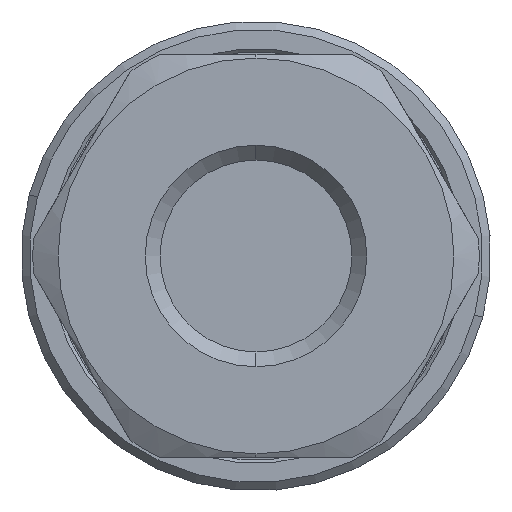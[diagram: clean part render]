
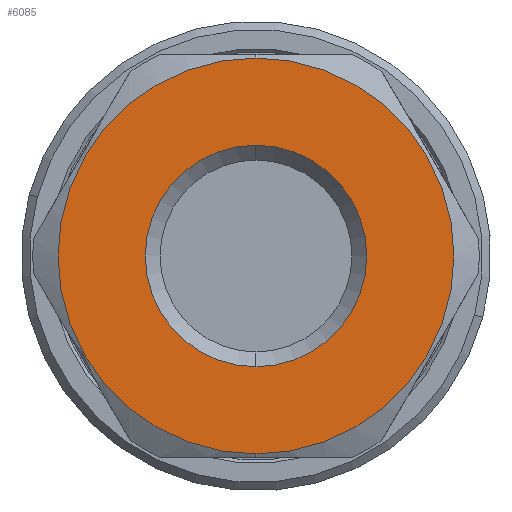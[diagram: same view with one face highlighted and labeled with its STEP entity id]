
A CAD part, left-side view. The second image highlights one B-rep face of the part: STEP entity #6085.
In plain terms, the highlighted planar face has unit normal (-1, 0, 0).
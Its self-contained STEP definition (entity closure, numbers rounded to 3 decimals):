
#488 = CARTESIAN_POINT ( 'NONE',  ( 0., 0., 0. ) ) ;
#489 = DIRECTION ( 'NONE',  ( 1., 0., 0. ) ) ;
#490 = DIRECTION ( 'NONE',  ( 0., 0., -1. ) ) ;
#491 = CARTESIAN_POINT ( 'NONE',  ( 0., 0., 0. ) ) ;
#492 = DIRECTION ( 'NONE',  ( 1., 0., 0. ) ) ;
#493 = DIRECTION ( 'NONE',  ( 0., 0., -1. ) ) ;
#977 = EDGE_LOOP ( 'NONE', ( #6904, #6906 ) ) ;
#986 = EDGE_LOOP ( 'NONE', ( #6900, #6902 ) ) ;
#2523 = EDGE_CURVE ( 'NONE', #4476, #4458, #8861, .T. ) ;
#2535 = EDGE_CURVE ( 'NONE', #4551, #4462, #8872, .T. ) ;
#2866 = EDGE_CURVE ( 'NONE', #4462, #4551, #5467, .T. ) ;
#2867 = EDGE_CURVE ( 'NONE', #4458, #4476, #5468, .T. ) ;
#4458 = VERTEX_POINT ( 'NONE', #8628 ) ;
#4462 = VERTEX_POINT ( 'NONE', #8632 ) ;
#4476 = VERTEX_POINT ( 'NONE', #8646 ) ;
#4551 = VERTEX_POINT ( 'NONE', #6087 ) ;
#5125 = DIRECTION ( 'NONE',  ( 0., 0., -1. ) ) ;
#5126 = DIRECTION ( 'NONE',  ( 0., 0., -1. ) ) ;
#5128 = DIRECTION ( 'NONE',  ( 1., 0., 0. ) ) ;
#5131 = CARTESIAN_POINT ( 'NONE',  ( 0., 0., 0. ) ) ;
#5152 = DIRECTION ( 'NONE',  ( 1., 0., 0. ) ) ;
#5153 = CARTESIAN_POINT ( 'NONE',  ( 0., 0., 0. ) ) ;
#5467 = CIRCLE ( 'NONE', #7464, 6.6 ) ;
#5468 = CIRCLE ( 'NONE', #7466, 11.8 ) ;
#5686 = FACE_BOUND ( 'NONE', #986, .T. ) ;
#5687 = FACE_OUTER_BOUND ( 'NONE', #977, .T. ) ;
#6085 = ADVANCED_FACE ( 'NONE', ( #5686, #5687 ), #6408, .T. ) ;
#6087 = CARTESIAN_POINT ( 'NONE',  ( 0., 0., 6.6 ) ) ;
#6408 = PLANE ( 'NONE',  #7689 ) ;
#6409 = CARTESIAN_POINT ( 'NONE',  ( 0., 11.8, 0. ) ) ;
#6410 = DIRECTION ( 'NONE',  ( -1., 0., 0. ) ) ;
#6411 = DIRECTION ( 'NONE',  ( 0., 0., 1. ) ) ;
#6900 = ORIENTED_EDGE ( 'NONE', *, *, #2535, .T. ) ;
#6902 = ORIENTED_EDGE ( 'NONE', *, *, #2866, .T. ) ;
#6904 = ORIENTED_EDGE ( 'NONE', *, *, #2523, .F. ) ;
#6906 = ORIENTED_EDGE ( 'NONE', *, *, #2867, .F. ) ;
#7109 = AXIS2_PLACEMENT_3D ( 'NONE', #5131, #5128, #5126 ) ;
#7119 = AXIS2_PLACEMENT_3D ( 'NONE', #5153, #5152, #5125 ) ;
#7464 = AXIS2_PLACEMENT_3D ( 'NONE', #488, #489, #490 ) ;
#7466 = AXIS2_PLACEMENT_3D ( 'NONE', #491, #492, #493 ) ;
#7689 = AXIS2_PLACEMENT_3D ( 'NONE', #6409, #6410, #6411 ) ;
#8628 = CARTESIAN_POINT ( 'NONE',  ( 0., 0., 11.8 ) ) ;
#8632 = CARTESIAN_POINT ( 'NONE',  ( 0., 0., -6.6 ) ) ;
#8646 = CARTESIAN_POINT ( 'NONE',  ( 0., 0., -11.8 ) ) ;
#8861 = CIRCLE ( 'NONE', #7109, 11.8 ) ;
#8872 = CIRCLE ( 'NONE', #7119, 6.6 ) ;
